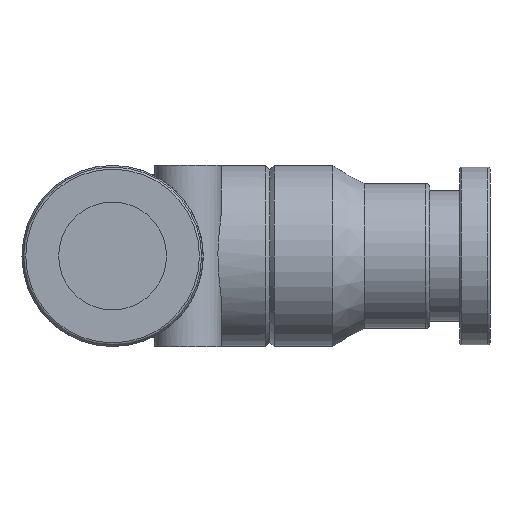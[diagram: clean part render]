
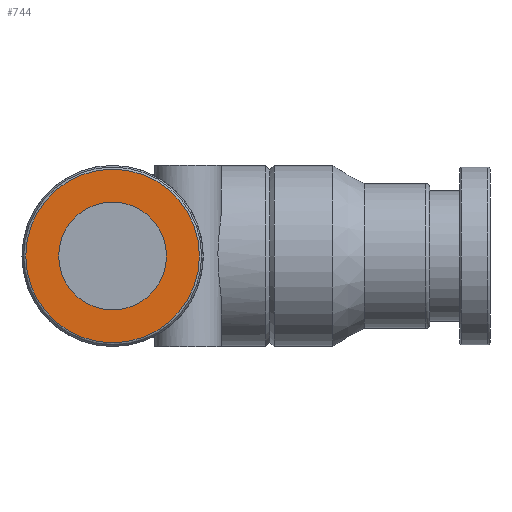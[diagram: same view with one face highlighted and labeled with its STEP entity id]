
A CAD part, left-side view. The second image highlights one B-rep face of the part: STEP entity #744.
In plain terms, the highlighted planar face has unit normal (-1, 0, 0).
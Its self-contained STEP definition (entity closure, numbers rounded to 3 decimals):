
#29=PLANE('',#835);
#69=CIRCLE('',#836,8.05);
#70=CIRCLE('',#837,5.);
#170=ORIENTED_EDGE('',*,*,#328,.F.);
#171=ORIENTED_EDGE('',*,*,#329,.T.);
#328=EDGE_CURVE('',#403,#403,#69,.T.);
#329=EDGE_CURVE('',#404,#404,#70,.T.);
#403=VERTEX_POINT('',#1365);
#404=VERTEX_POINT('',#1367);
#486=EDGE_LOOP('',(#170));
#487=EDGE_LOOP('',(#171));
#604=FACE_BOUND('',#486,.T.);
#605=FACE_BOUND('',#487,.T.);
#744=ADVANCED_FACE('',(#604,#605),#29,.F.);
#835=AXIS2_PLACEMENT_3D('',#1363,#990,#991);
#836=AXIS2_PLACEMENT_3D('',#1364,#992,#993);
#837=AXIS2_PLACEMENT_3D('',#1366,#994,#995);
#990=DIRECTION('',(1.,0.,0.));
#991=DIRECTION('',(0.,0.,-1.));
#992=DIRECTION('',(1.,0.,0.));
#993=DIRECTION('',(0.,0.,-1.));
#994=DIRECTION('',(1.,0.,0.));
#995=DIRECTION('',(0.,0.,-1.));
#1363=CARTESIAN_POINT('',(-35.,0.,0.));
#1364=CARTESIAN_POINT('',(-35.,0.,0.));
#1365=CARTESIAN_POINT('',(-35.,0.,-8.05));
#1366=CARTESIAN_POINT('',(-35.,0.,0.));
#1367=CARTESIAN_POINT('',(-35.,0.,-5.));
